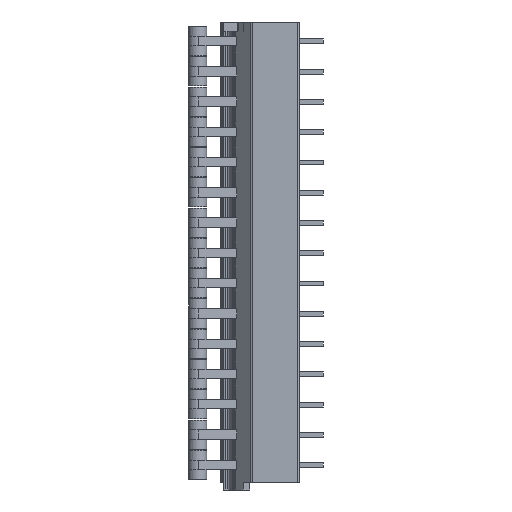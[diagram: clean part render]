
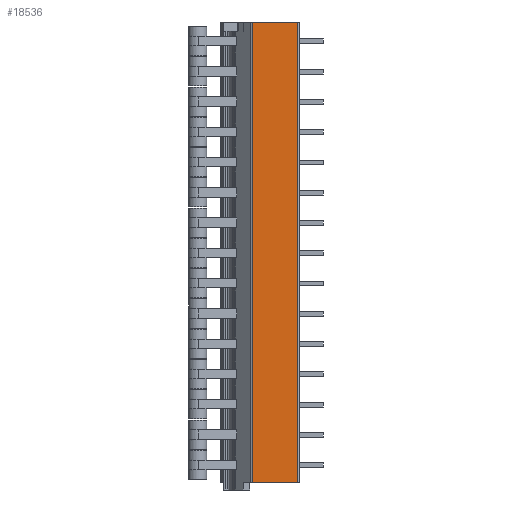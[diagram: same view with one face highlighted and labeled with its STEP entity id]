
A CAD part, left-side view. The second image highlights one B-rep face of the part: STEP entity #18536.
In plain terms, the highlighted planar face has unit normal (-1, 0, 0).
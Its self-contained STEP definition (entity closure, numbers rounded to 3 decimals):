
#30=DIRECTION('',(0.,-1.,0.));
#31=VECTOR('',#30,7.471);
#32=CARTESIAN_POINT('',(0.,7.671,-72.8));
#33=LINE('',#32,#31);
#310=DIRECTION('',(0.,-1.,0.));
#311=VECTOR('',#310,7.471);
#312=CARTESIAN_POINT('',(0.,7.671,3.2));
#313=LINE('',#312,#311);
#579=DIRECTION('',(0.,0.,1.));
#580=VECTOR('',#579,76.);
#581=CARTESIAN_POINT('',(0.,7.671,-72.8));
#582=LINE('',#581,#580);
#583=DIRECTION('',(0.,0.,1.));
#584=VECTOR('',#583,76.);
#585=CARTESIAN_POINT('',(0.,0.2,-72.8));
#586=LINE('',#585,#584);
#14690=CARTESIAN_POINT('',(0.,7.671,-72.8));
#14692=VERTEX_POINT('',#14690);
#14693=CARTESIAN_POINT('',(0.,0.2,-72.8));
#14694=VERTEX_POINT('',#14693);
#14810=CARTESIAN_POINT('',(0.,7.671,3.2));
#14812=VERTEX_POINT('',#14810);
#14813=CARTESIAN_POINT('',(0.,0.2,3.2));
#14814=VERTEX_POINT('',#14813);
#18524=CARTESIAN_POINT('',(0.,7.671,-72.8));
#18525=DIRECTION('',(-1.,0.,0.));
#18526=DIRECTION('',(0.,-1.,0.));
#18527=AXIS2_PLACEMENT_3D('',#18524,#18525,#18526);
#18528=PLANE('',#18527);
#18529=ORIENTED_EDGE('',*,*,#18518,.T.);
#18530=ORIENTED_EDGE('',*,*,#18348,.T.);
#18532=ORIENTED_EDGE('',*,*,#18531,.F.);
#18533=ORIENTED_EDGE('',*,*,#18148,.F.);
#18534=EDGE_LOOP('',(#18529,#18530,#18532,#18533));
#18535=FACE_OUTER_BOUND('',#18534,.F.);
#18536=ADVANCED_FACE('',(#18535),#18528,.T.);
#18148=EDGE_CURVE('',#14692,#14694,#33,.T.);
#18348=EDGE_CURVE('',#14812,#14814,#313,.T.);
#18518=EDGE_CURVE('',#14692,#14812,#582,.T.);
#18531=EDGE_CURVE('',#14694,#14814,#586,.T.);
